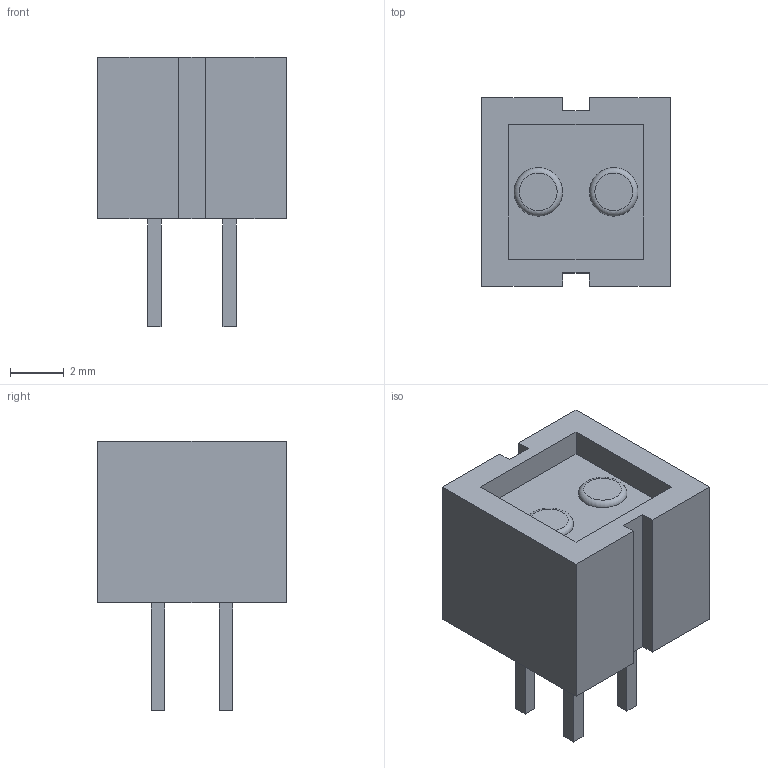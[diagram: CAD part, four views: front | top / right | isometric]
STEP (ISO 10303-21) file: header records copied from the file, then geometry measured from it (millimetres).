
FILE_DESCRIPTION(('FreeCAD Model'),'2;1');
FILE_NAME( 'Vishay_CNY70.step', '2018-01-03T12:07:05',('kicad StepUp'),('ksu MCAD'), 'Open CASCADE STEP processor 6.8','FreeCAD','Unknown');
FILE_SCHEMA(('AUTOMOTIVE_DESIGN_CC2 { 1 2 10303 214 -1 1 5 4 }'));
Length unit declared in the file: millimetre
Products named in the file (1): Vishay_CNY70
Bounding box: 7 x 7 x 10 mm (x, y, z)
Volume: 267.9 mm3; surface area: 329.3 mm2
Topology: 1 solids, 1 shells, 43 faces, 102 edges, 68 vertices
Faces by surface type: plane 41, torus 2
Entity records: 830 total; most frequent: ORIENTED_EDGE 154, EDGE_CURVE 102, LINE 96, CARTESIAN_POINT 77, VERTEX_POINT 68, FACE_BOUND 50, EDGE_LOOP 50, AXIS2_PLACEMENT_3D 48
